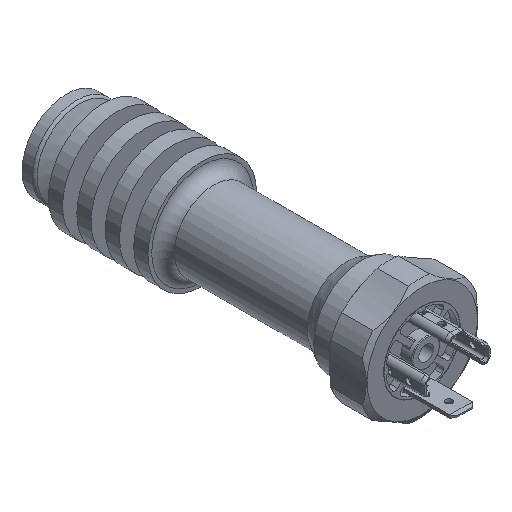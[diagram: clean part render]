
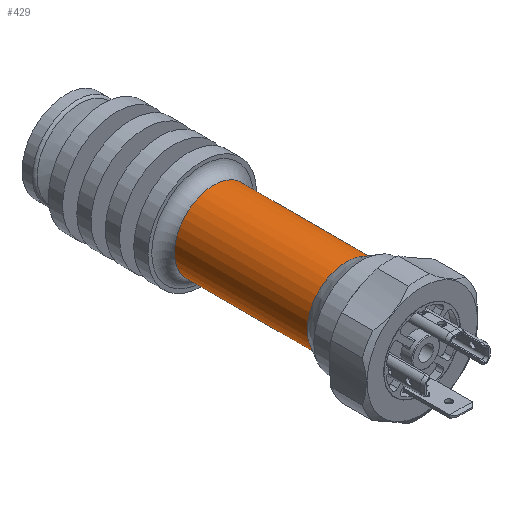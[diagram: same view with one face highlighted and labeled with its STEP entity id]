
A CAD part, isometric view. The second image highlights one B-rep face of the part: STEP entity #429.
In plain terms, the highlighted cylindrical face has radius 11 mm (diameter 22 mm), a full revolution.
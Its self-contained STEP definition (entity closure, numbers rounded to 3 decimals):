
#429 = ADVANCED_FACE( '', ( #1095, #1096 ), #1097, .T. );
#1095 = FACE_OUTER_BOUND( '', #2164, .T. );
#1096 = FACE_OUTER_BOUND( '', #2165, .T. );
#1097 = CYLINDRICAL_SURFACE( '', #2166, 11. );
#2164 = EDGE_LOOP( '', ( #3694 ) );
#2165 = EDGE_LOOP( '', ( #3695 ) );
#2166 = AXIS2_PLACEMENT_3D( '', #3696, #3697, #3698 );
#3694 = ORIENTED_EDGE( '', *, *, #6289, .T. );
#3695 = ORIENTED_EDGE( '', *, *, #6290, .T. );
#3696 = CARTESIAN_POINT( '', ( 0., -101.2, 0. ) );
#3697 = DIRECTION( '', ( 0., -1., 0. ) );
#3698 = DIRECTION( '', ( 1., 0., 0. ) );
#6289 = EDGE_CURVE( '', #7645, #7645, #7646, .T. );
#6290 = EDGE_CURVE( '', #7647, #7647, #7648, .F. );
#7645 = VERTEX_POINT( '', #10170 );
#7646 = CIRCLE( '', #10171, 11. );
#7647 = VERTEX_POINT( '', #10172 );
#7648 = CIRCLE( '', #10173, 11. );
#10170 = CARTESIAN_POINT( '', ( 11., -78., 0. ) );
#10171 = AXIS2_PLACEMENT_3D( '', #12956, #12957, #12958 );
#10172 = CARTESIAN_POINT( '', ( -11., -40.7, 0. ) );
#10173 = AXIS2_PLACEMENT_3D( '', #12959, #12960, #12961 );
#12956 = CARTESIAN_POINT( '', ( 0., -78., 0. ) );
#12957 = DIRECTION( '', ( 0., 1., 0. ) );
#12958 = DIRECTION( '', ( 1., 0., 0. ) );
#12959 = CARTESIAN_POINT( '', ( 0., -40.7, 0. ) );
#12960 = DIRECTION( '', ( 0., 1., 0. ) );
#12961 = DIRECTION( '', ( -1., 0., 0. ) );
